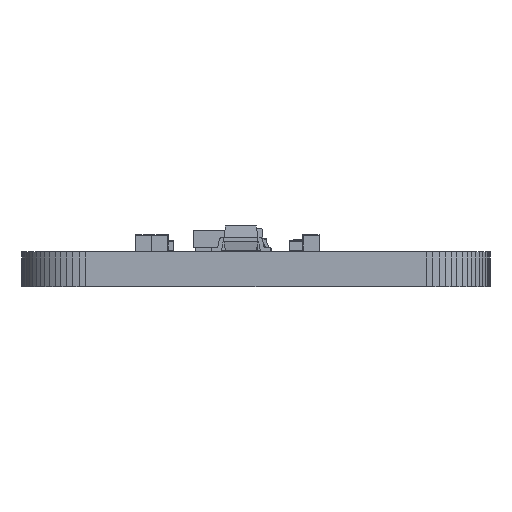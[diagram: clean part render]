
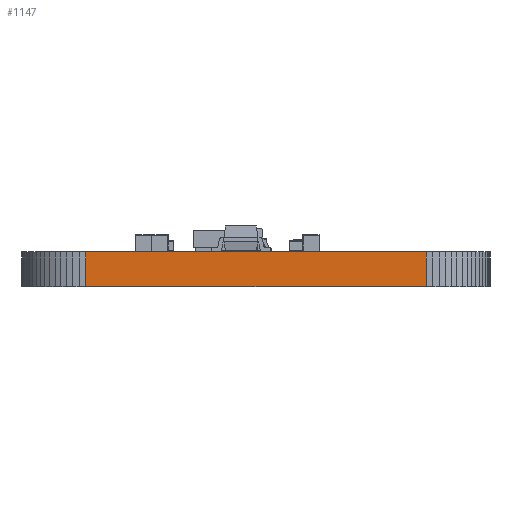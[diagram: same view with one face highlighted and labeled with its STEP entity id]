
A CAD part, left-side view. The second image highlights one B-rep face of the part: STEP entity #1147.
In plain terms, the highlighted planar face has unit normal (-1, 0, 0).
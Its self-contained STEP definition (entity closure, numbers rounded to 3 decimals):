
#1091 = VERTEX_POINT('',#1092);
#1092 = CARTESIAN_POINT('',(0.,-3.,0.82));
#1098 = EDGE_CURVE('',#1099,#1091,#1101,.T.);
#1099 = VERTEX_POINT('',#1100);
#1100 = CARTESIAN_POINT('',(0.,-3.,-0.82));
#1101 = LINE('',#1102,#1103);
#1102 = CARTESIAN_POINT('',(0.,-3.,-0.82));
#1103 = VECTOR('',#1104,1.);
#1104 = DIRECTION('',(0.,0.,1.));
#1147 = ADVANCED_FACE('',(#1148),#1173,.F.);
#1148 = FACE_BOUND('',#1149,.F.);
#1149 = EDGE_LOOP('',(#1150,#1151,#1159,#1167));
#1150 = ORIENTED_EDGE('',*,*,#1098,.T.);
#1151 = ORIENTED_EDGE('',*,*,#1152,.T.);
#1152 = EDGE_CURVE('',#1091,#1153,#1155,.T.);
#1153 = VERTEX_POINT('',#1154);
#1154 = CARTESIAN_POINT('',(0.,-19.,0.82));
#1155 = LINE('',#1156,#1157);
#1156 = CARTESIAN_POINT('',(0.,-3.,0.82));
#1157 = VECTOR('',#1158,1.);
#1158 = DIRECTION('',(0.,-1.,0.));
#1159 = ORIENTED_EDGE('',*,*,#1160,.F.);
#1160 = EDGE_CURVE('',#1161,#1153,#1163,.T.);
#1161 = VERTEX_POINT('',#1162);
#1162 = CARTESIAN_POINT('',(0.,-19.,-0.82));
#1163 = LINE('',#1164,#1165);
#1164 = CARTESIAN_POINT('',(0.,-19.,-0.82));
#1165 = VECTOR('',#1166,1.);
#1166 = DIRECTION('',(0.,0.,1.));
#1167 = ORIENTED_EDGE('',*,*,#1168,.F.);
#1168 = EDGE_CURVE('',#1099,#1161,#1169,.T.);
#1169 = LINE('',#1170,#1171);
#1170 = CARTESIAN_POINT('',(0.,-3.,-0.82));
#1171 = VECTOR('',#1172,1.);
#1172 = DIRECTION('',(0.,-1.,0.));
#1173 = PLANE('',#1174);
#1174 = AXIS2_PLACEMENT_3D('',#1175,#1176,#1177);
#1175 = CARTESIAN_POINT('',(0.,-3.,-0.82));
#1176 = DIRECTION('',(1.,0.,0.));
#1177 = DIRECTION('',(0.,-1.,0.));
